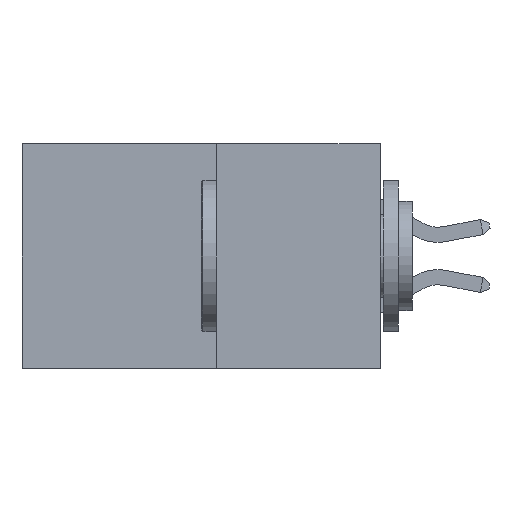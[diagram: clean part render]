
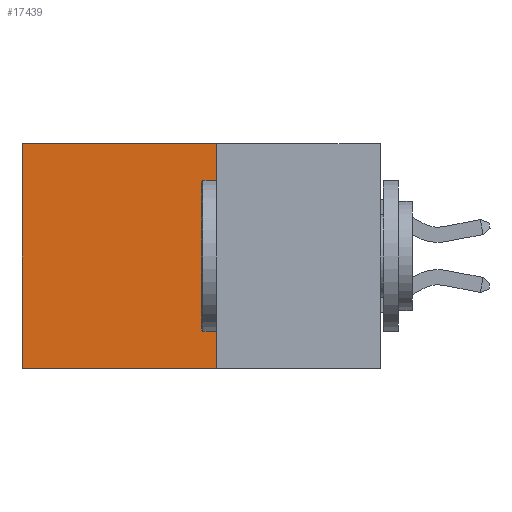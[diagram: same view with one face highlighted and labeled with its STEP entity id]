
A CAD part, left-side view. The second image highlights one B-rep face of the part: STEP entity #17439.
In plain terms, the highlighted planar face has unit normal (-1, 0, 0).
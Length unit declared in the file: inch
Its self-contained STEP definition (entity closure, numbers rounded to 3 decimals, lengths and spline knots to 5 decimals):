
#2544 = FACE_OUTER_BOUND ( 'NONE', #30025, .T. ) ;
#3555 = ORIENTED_EDGE ( 'NONE', *, *, #15556, .T. ) ;
#3849 = LINE ( 'NONE', #22018, #16923 ) ;
#4843 = LINE ( 'NONE', #25258, #29905 ) ;
#5388 = VERTEX_POINT ( 'NONE', #18947 ) ;
#6683 = CARTESIAN_POINT ( 'NONE',  ( 0.277, 0.27, -0.37 ) ) ;
#9958 = VERTEX_POINT ( 'NONE', #14381 ) ;
#10293 = VERTEX_POINT ( 'NONE', #15623 ) ;
#12836 = AXIS2_PLACEMENT_3D ( 'NONE', #13187, #31155, #15803 ) ;
#13187 = CARTESIAN_POINT ( 'NONE',  ( 0.277, 0.27, -0.37 ) ) ;
#14381 = CARTESIAN_POINT ( 'NONE',  ( 0.277, 0.27, 0. ) ) ;
#15556 = EDGE_CURVE ( 'NONE', #9958, #10293, #17417, .T. ) ;
#15623 = CARTESIAN_POINT ( 'NONE',  ( 0.277, 0.59, 0. ) ) ;
#15803 = DIRECTION ( 'NONE',  ( 0., 0., -1. ) ) ;
#16709 = LINE ( 'NONE', #6683, #17532 ) ;
#16923 = VECTOR ( 'NONE', #24622, 39.37008 ) ;
#17417 = LINE ( 'NONE', #23502, #30232 ) ;
#17439 = ADVANCED_FACE ( 'NONE', ( #2544 ), #31045, .F. ) ;
#17532 = VECTOR ( 'NONE', #24846, 39.37008 ) ;
#18690 = VERTEX_POINT ( 'NONE', #22903 ) ;
#18947 = CARTESIAN_POINT ( 'NONE',  ( 0.277, 0.27, -0.37 ) ) ;
#19679 = ORIENTED_EDGE ( 'NONE', *, *, #27199, .T. ) ;
#22018 = CARTESIAN_POINT ( 'NONE',  ( 0.277, 0.59, -0.37 ) ) ;
#22903 = CARTESIAN_POINT ( 'NONE',  ( 0.277, 0.59, -0.37 ) ) ;
#23502 = CARTESIAN_POINT ( 'NONE',  ( 0.277, 0.27, 0. ) ) ;
#24622 = DIRECTION ( 'NONE',  ( 0., 0., -1. ) ) ;
#24846 = DIRECTION ( 'NONE',  ( 0., 0., -1. ) ) ;
#25258 = CARTESIAN_POINT ( 'NONE',  ( 0.277, 0.27, -0.37 ) ) ;
#27199 = EDGE_CURVE ( 'NONE', #10293, #18690, #3849, .T. ) ;
#27849 = DIRECTION ( 'NONE',  ( 0., 1., 0. ) ) ;
#28634 = DIRECTION ( 'NONE',  ( 0., 1., 0. ) ) ;
#28886 = ORIENTED_EDGE ( 'NONE', *, *, #31672, .F. ) ;
#29097 = ORIENTED_EDGE ( 'NONE', *, *, #30996, .F. ) ;
#29905 = VECTOR ( 'NONE', #27849, 39.37008 ) ;
#30025 = EDGE_LOOP ( 'NONE', ( #19679, #28886, #29097, #3555 ) ) ;
#30232 = VECTOR ( 'NONE', #28634, 39.37008 ) ;
#30996 = EDGE_CURVE ( 'NONE', #9958, #5388, #16709, .T. ) ;
#31045 = PLANE ( 'NONE',  #12836 ) ;
#31155 = DIRECTION ( 'NONE',  ( 1., 0., 0. ) ) ;
#31672 = EDGE_CURVE ( 'NONE', #5388, #18690, #4843, .T. ) ;
